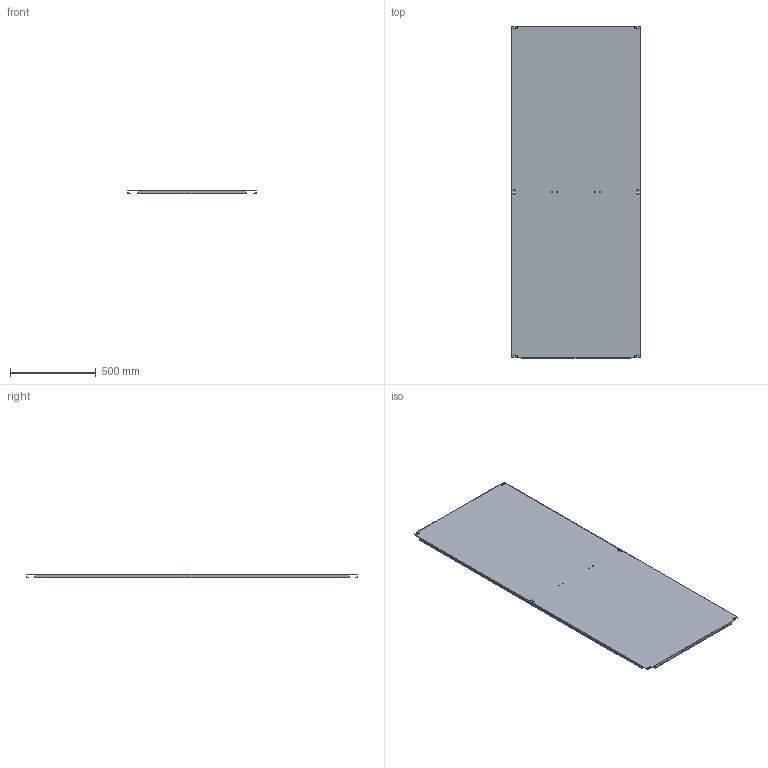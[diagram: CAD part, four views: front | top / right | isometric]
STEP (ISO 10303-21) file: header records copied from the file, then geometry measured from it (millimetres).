
FILE_DESCRIPTION((''),'2;1');
FILE_NAME('ASD_ASM','2023-01-26T10:28:10',('klemen.sitar'),('Audax d.o.o.'),'CREO PARAMETRIC BY PTC INC, 2021304','CREO PARAMETRIC BY PTC INC, 2021304','');
FILE_SCHEMA(('AP242_MANAGED_MODEL_BASED_3D_ENGINEERING_MIM_LF { 1 0 10303 442 1 1 4 }'));
Length unit declared in the file: millimetre
Products named in the file (2): PRT0003_1_1_1; ASD_ASM
Assembly tree (1 placements, depth 2):
  ASD_ASM
    PRT0003_1_1_1
Bounding box: 748 x 1940 x 18 mm (x, y, z)
Volume: 3929160 mm3; surface area: 3158222.5 mm2
Topology: 1 solids, 1 shells, 106 faces, 312 edges, 208 vertices
Faces by surface type: plane 86, cylinder 20
Entity records: 5046 total; most frequent: CARTESIAN_POINT 640, ORIENTED_EDGE 624, DIRECTION 584, PRESENTATION_STYLE_ASSIGNMENT 341, STYLED_ITEM 321, CURVE_STYLE 320, EDGE_CURVE 312, VECTOR 272
